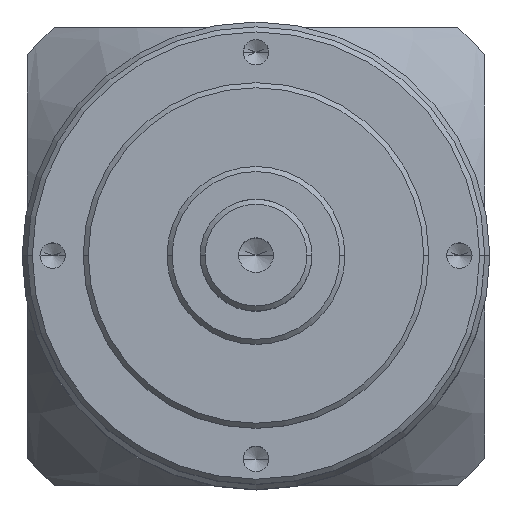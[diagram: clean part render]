
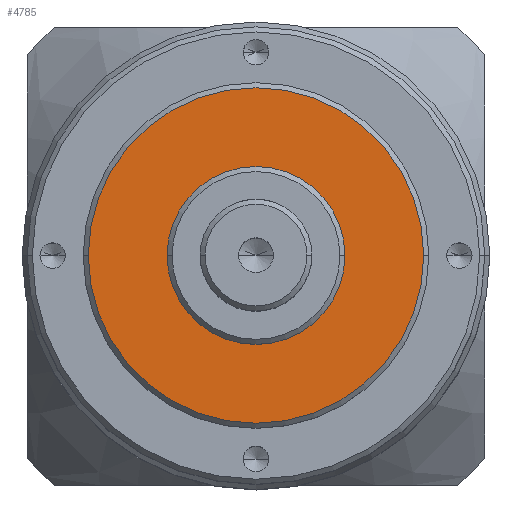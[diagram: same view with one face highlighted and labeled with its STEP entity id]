
A CAD part, top view. The second image highlights one B-rep face of the part: STEP entity #4785.
In plain terms, the highlighted planar face has unit normal (0, 0, 1).
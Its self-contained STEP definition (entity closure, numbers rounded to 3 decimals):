
#1682=CARTESIAN_POINT('',(0.,0.,77.));
#1683=DIRECTION('',(0.,0.,1.));
#1684=DIRECTION('',(1.,0.,0.));
#1685=AXIS2_PLACEMENT_3D('',#1682,#1683,#1684);
#1687=CARTESIAN_POINT('',(0.,0.,77.));
#1688=DIRECTION('',(0.,0.,1.));
#1689=DIRECTION('',(-1.,0.,0.));
#1690=AXIS2_PLACEMENT_3D('',#1687,#1688,#1689);
#1692=CARTESIAN_POINT('',(0.,0.,77.));
#1693=DIRECTION('',(0.,0.,-1.));
#1694=DIRECTION('',(1.,0.,0.));
#1695=AXIS2_PLACEMENT_3D('',#1692,#1693,#1694);
#1697=CARTESIAN_POINT('',(0.,0.,77.));
#1698=DIRECTION('',(0.,0.,-1.));
#1699=DIRECTION('',(-1.,0.,0.));
#1700=AXIS2_PLACEMENT_3D('',#1697,#1698,#1699);
#2212=CARTESIAN_POINT('',(33.,0.,77.));
#2214=VERTEX_POINT('',#2212);
#2216=CARTESIAN_POINT('',(-33.,0.,77.));
#2218=VERTEX_POINT('',#2216);
#2240=CARTESIAN_POINT('',(-17.5,0.,77.));
#2241=VERTEX_POINT('',#2240);
#2242=CARTESIAN_POINT('',(17.5,0.,77.));
#2243=VERTEX_POINT('',#2242);
#4770=CARTESIAN_POINT('',(0.,0.,77.));
#4771=DIRECTION('',(0.,0.,1.));
#4772=DIRECTION('',(1.,0.,0.));
#4773=AXIS2_PLACEMENT_3D('',#4770,#4771,#4772);
#4774=PLANE('',#4773);
#4775=ORIENTED_EDGE('',*,*,#4752,.F.);
#4776=ORIENTED_EDGE('',*,*,#4737,.F.);
#4777=EDGE_LOOP('',(#4775,#4776));
#4778=FACE_OUTER_BOUND('',#4777,.F.);
#4780=ORIENTED_EDGE('',*,*,#4779,.F.);
#4782=ORIENTED_EDGE('',*,*,#4781,.F.);
#4783=EDGE_LOOP('',(#4780,#4782));
#4784=FACE_BOUND('',#4783,.F.);
#4785=ADVANCED_FACE('',(#4778,#4784),#4774,.T.);
#1686=CIRCLE('',#1685,33.);
#1691=CIRCLE('',#1690,33.);
#1696=CIRCLE('',#1695,17.5);
#1701=CIRCLE('',#1700,17.5);
#4737=EDGE_CURVE('',#2218,#2214,#1691,.T.);
#4752=EDGE_CURVE('',#2214,#2218,#1686,.T.);
#4779=EDGE_CURVE('',#2243,#2241,#1696,.T.);
#4781=EDGE_CURVE('',#2241,#2243,#1701,.T.);
